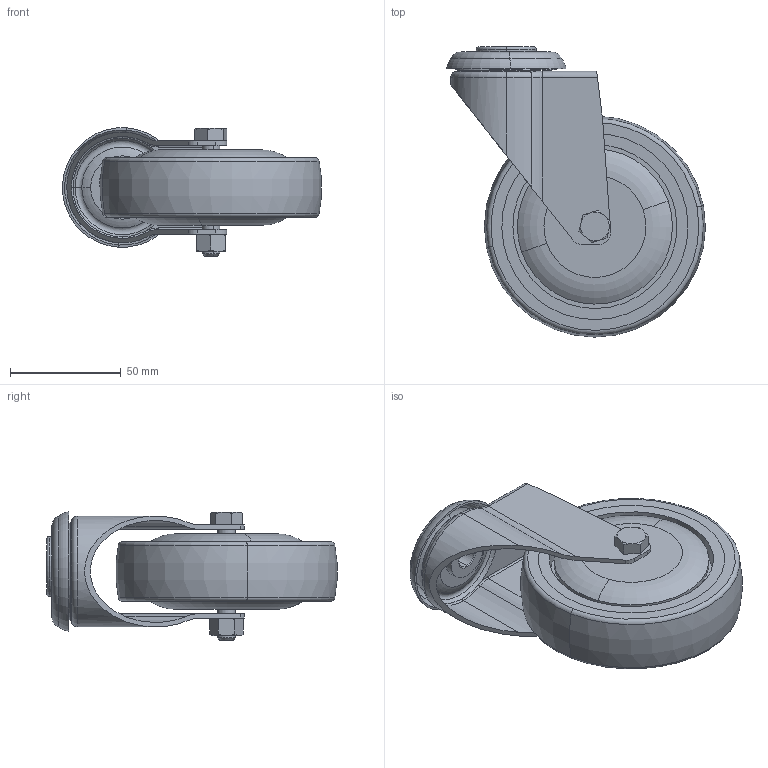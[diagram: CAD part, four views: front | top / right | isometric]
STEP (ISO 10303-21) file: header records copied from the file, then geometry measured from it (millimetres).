
FILE_DESCRIPTION (( 'STEP AP203' ), '1' );
FILE_NAME ('S4712.STEP', '2020-02-21T01:49:18', ( '' ), ( '' ), 'SwSTEP 2.0', 'SolidWorks 2013', '' );
FILE_SCHEMA (( 'CONFIG_CONTROL_DESIGN' ));
Length unit declared in the file: millimetre
Products named in the file (1): S4712
Bounding box: 116.81 x 130.91 x 57.94 mm (x, y, z)
Surface area: 80565.8 mm2 (no closed solid volume)
Topology: 0 solids, 10 shells, 183 faces, 428 edges, 264 vertices
Faces by surface type: torus 54, cylinder 52, plane 47, cone 30
Entity records: 5480 total; most frequent: CARTESIAN_POINT 1142, DIRECTION 992, ORIENTED_EDGE 808, AXIS2_PLACEMENT_3D 434, EDGE_CURVE 428, VERTEX_POINT 264, CIRCLE 250, EDGE_LOOP 208
